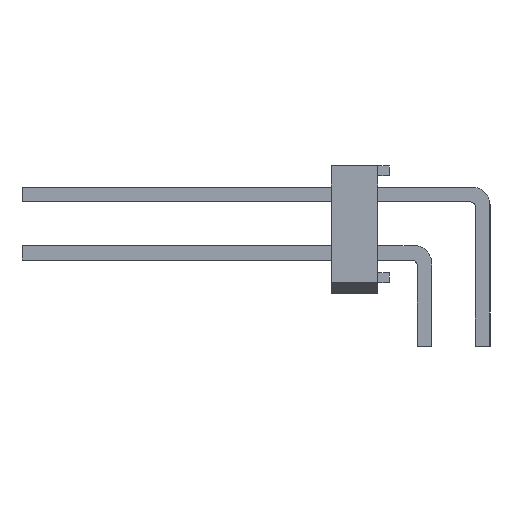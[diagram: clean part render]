
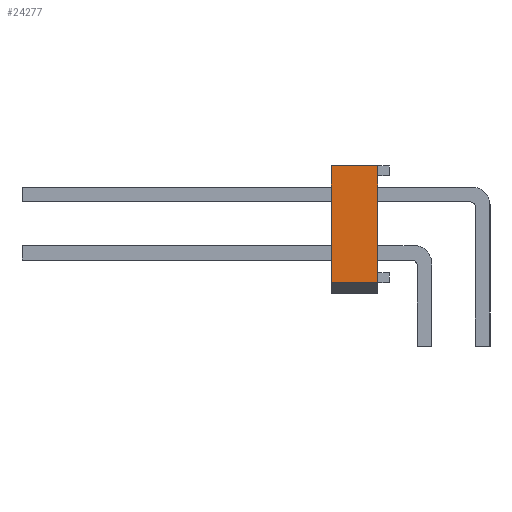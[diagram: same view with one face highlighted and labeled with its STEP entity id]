
A CAD part, left-side view. The second image highlights one B-rep face of the part: STEP entity #24277.
In plain terms, the highlighted face is planar.
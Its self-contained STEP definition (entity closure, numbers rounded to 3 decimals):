
#12914 = VERTEX_POINT('',#12915);
#12915 = CARTESIAN_POINT('',(24.13,2.54,-2.54));
#12921 = EDGE_CURVE('',#12914,#12922,#12924,.T.);
#12922 = VERTEX_POINT('',#12923);
#12923 = CARTESIAN_POINT('',(24.13,0.508,-2.54));
#12924 = LINE('',#12925,#12926);
#12925 = CARTESIAN_POINT('',(24.13,2.54,-2.54));
#12926 = VECTOR('',#12927,1.);
#12927 = DIRECTION('',(0.,-1.,0.));
#24242 = VERTEX_POINT('',#24243);
#24243 = CARTESIAN_POINT('',(24.13,0.508,2.54));
#24251 = EDGE_CURVE('',#24252,#24242,#24254,.T.);
#24252 = VERTEX_POINT('',#24253);
#24253 = CARTESIAN_POINT('',(24.13,2.54,2.54));
#24254 = LINE('',#24255,#24256);
#24255 = CARTESIAN_POINT('',(24.13,2.54,2.54));
#24256 = VECTOR('',#24257,1.);
#24257 = DIRECTION('',(0.,-1.,0.));
#24277 = ADVANCED_FACE('',(#24278),#24294,.F.);
#24278 = FACE_BOUND('',#24279,.T.);
#24279 = EDGE_LOOP('',(#24280,#24286,#24287,#24293));
#24280 = ORIENTED_EDGE('',*,*,#24281,.F.);
#24281 = EDGE_CURVE('',#12922,#24242,#24282,.T.);
#24282 = LINE('',#24283,#24284);
#24283 = CARTESIAN_POINT('',(24.13,0.508,2.54));
#24284 = VECTOR('',#24285,1.);
#24285 = DIRECTION('',(0.,0.,1.));
#24286 = ORIENTED_EDGE('',*,*,#12921,.F.);
#24287 = ORIENTED_EDGE('',*,*,#24288,.F.);
#24288 = EDGE_CURVE('',#24252,#12914,#24289,.T.);
#24289 = LINE('',#24290,#24291);
#24290 = CARTESIAN_POINT('',(24.13,2.54,2.54));
#24291 = VECTOR('',#24292,1.);
#24292 = DIRECTION('',(0.,0.,-1.));
#24293 = ORIENTED_EDGE('',*,*,#24251,.T.);
#24294 = PLANE('',#24295);
#24295 = AXIS2_PLACEMENT_3D('',#24296,#24297,#24298);
#24296 = CARTESIAN_POINT('',(24.13,2.54,2.54));
#24297 = DIRECTION('',(-1.,0.,0.));
#24298 = DIRECTION('',(0.,0.,1.));
